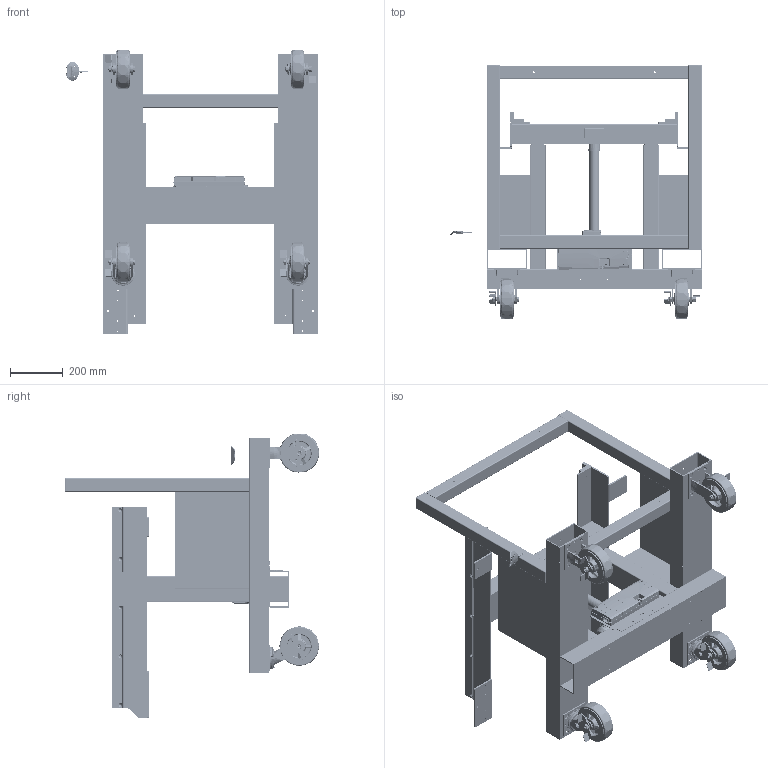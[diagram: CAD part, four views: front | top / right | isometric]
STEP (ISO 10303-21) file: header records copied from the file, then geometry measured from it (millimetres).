
FILE_DESCRIPTION (( 'STEP AP214' ), '1' );
FILE_NAME ('30INX24IN.STEP', '2018-10-09T10:18:48', ( '' ), ( '' ), 'SwSTEP 2.0', 'SolidWorks 2018', '' );
FILE_SCHEMA (( 'AUTOMOTIVE_DESIGN' ));
Length unit declared in the file: millimetre
Products named in the file (2): 30INX24IN
Bounding box: 951.3 x 962.82 x 1076.88 mm (x, y, z)
Surface area: 8007388.2 mm2 (no closed solid volume)
Topology: 0 solids, 117 shells, 5858 faces, 15455 edges, 9934 vertices
Faces by surface type: plane 3206, cylinder 1229, bspline 971, cone 292, torus 130, sphere 30
Full cylindrical faces by diameter (mm): 1.5 x7, 1.575 x6, 1.778 x6, 1.848 x1, 3 x2, 3.3 x4, 4 x2, 4.039 x4, 4.2 x4, 4.252 x6, 4.5 x1, 4.521 x6, 4.6 x1, 4.762 x2, 4.763 x4, 5 x39, 5.444 x1, 6 x8, 6.35 x2, 6.5 x4, 6.6 x19, 6.8 x7, 7 x1, 7.117 x6, 7.5 x1, 7.937 x8, 8 x2, 8.433 x4, 8.731 x4, 9 x8
Entity records: 319084 total; most frequent: CARTESIAN_POINT 122646, ORIENTED_EDGE 28716, DIRECTION 23124, EDGE_CURVE 14503, VERTEX_POINT 9676, LINE 8102, VECTOR 8102, AXIS2_PLACEMENT_3D 7511
